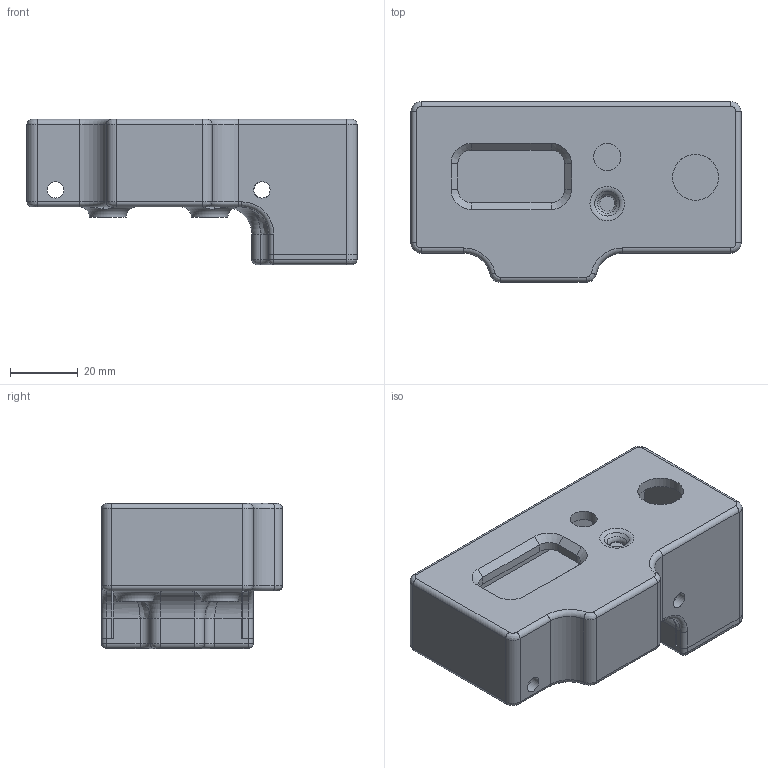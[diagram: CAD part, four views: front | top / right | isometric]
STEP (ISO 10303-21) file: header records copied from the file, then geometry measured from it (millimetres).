
FILE_DESCRIPTION(/* description */ ('','CAx-IF Rec.Pracs.---Representation and Presentation of Product Manufacturing Information (PMI)---4.0---2014-10-13'),/* implementation_level */ '2;1');
FILE_NAME(/* name */ 'Vacuum Former V5 Control Box.step',/* time_stamp */ '2025-02-20T22:09:33+11:00',/* author */ (''),/* organization */ (''),/* preprocessor_version */ 'ST-DEVELOPER v20',/* originating_system */ 'Autodesk Translation Framework v13.20.0.188',/* authorisation */ '');
FILE_SCHEMA (('AP242_MANAGED_MODEL_BASED_3D_ENGINEERING_MIM_LF { 1 0 10303 442 1 1 4 }'));
Length unit declared in the file: millimetre
Products named in the file (1): Vacuum Former V5 Control Box
Bounding box: 97.2 x 53.2 x 42.8 mm (x, y, z)
Volume: 66496.7 mm3; surface area: 37858 mm2
Topology: 2 solids, 2 shells, 210 faces, 537 edges, 335 vertices
Faces by surface type: plane 91, cylinder 72, torus 20, bspline 20, cone 5, sphere 2
Full cylindrical faces by diameter (mm): 4.5 x1, 4.8 x10, 6.4 x1, 8 x1, 13.5 x1
Entity records: 7056 total; most frequent: CARTESIAN_POINT 1839, DIRECTION 1113, ORIENTED_EDGE 1070, EDGE_CURVE 535, AXIS2_PLACEMENT_3D 411, VERTEX_POINT 335, LINE 291, VECTOR 291
